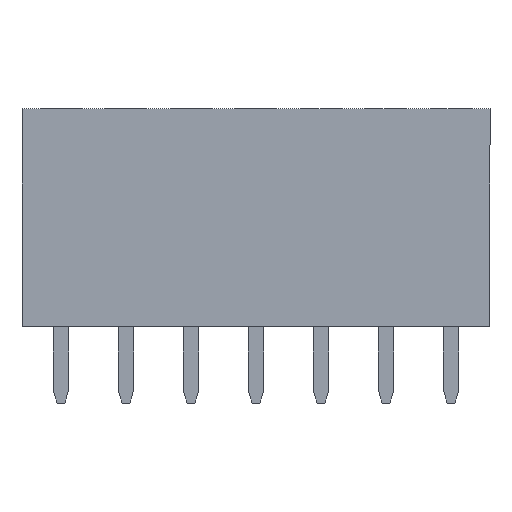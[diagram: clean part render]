
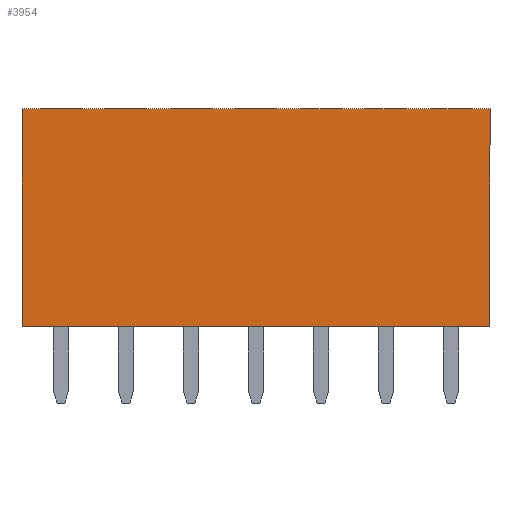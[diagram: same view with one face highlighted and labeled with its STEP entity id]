
A CAD part, left-side view. The second image highlights one B-rep face of the part: STEP entity #3954.
In plain terms, the highlighted planar face has unit normal (-1, 0, 0).
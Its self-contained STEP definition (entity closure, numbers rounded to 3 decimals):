
#232=FACE_OUTER_BOUND('',#452,.T.);
#452=EDGE_LOOP('',(#3144,#3145,#3146,#3147));
#576=LINE('',#5267,#1118);
#872=LINE('',#5865,#1414);
#874=LINE('',#5868,#1416);
#876=LINE('',#5872,#1418);
#1118=VECTOR('',#4295,8.5);
#1414=VECTOR('',#4795,8.5);
#1416=VECTOR('',#4799,18.28);
#1418=VECTOR('',#4805,18.28);
#1660=VERTEX_POINT('',#5264);
#1661=VERTEX_POINT('',#5266);
#1860=VERTEX_POINT('',#5862);
#1861=VERTEX_POINT('',#5864);
#2012=EDGE_CURVE('',#1661,#1660,#576,.T.);
#2308=EDGE_CURVE('',#1860,#1861,#872,.T.);
#2310=EDGE_CURVE('',#1660,#1861,#874,.T.);
#2312=EDGE_CURVE('',#1661,#1860,#876,.T.);
#3144=ORIENTED_EDGE('',*,*,#2012,.T.);
#3145=ORIENTED_EDGE('',*,*,#2310,.T.);
#3146=ORIENTED_EDGE('',*,*,#2308,.F.);
#3147=ORIENTED_EDGE('',*,*,#2312,.F.);
#3741=PLANE('',#4181);
#3954=ADVANCED_FACE('',(#232),#3741,.T.);
#4181=AXIS2_PLACEMENT_3D('',#5871,#4803,#4804);
#4295=DIRECTION('',(0.,0.,-1.));
#4795=DIRECTION('',(0.,0.,-1.));
#4799=DIRECTION('',(0.,-1.,0.));
#4803=DIRECTION('center_axis',(-1.,0.,0.));
#4804=DIRECTION('ref_axis',(0.,0.,-1.));
#4805=DIRECTION('',(0.,-1.,0.));
#5264=CARTESIAN_POINT('',(-1.27,9.14,3.));
#5266=CARTESIAN_POINT('',(-1.27,9.14,11.5));
#5267=CARTESIAN_POINT('',(-1.27,9.14,11.5));
#5862=CARTESIAN_POINT('',(-1.27,-9.14,11.5));
#5864=CARTESIAN_POINT('',(-1.27,-9.14,3.));
#5865=CARTESIAN_POINT('',(-1.27,-9.14,11.5));
#5868=CARTESIAN_POINT('',(-1.27,9.14,3.));
#5871=CARTESIAN_POINT('Origin',(-1.27,9.14,11.5));
#5872=CARTESIAN_POINT('',(-1.27,9.14,11.5));
